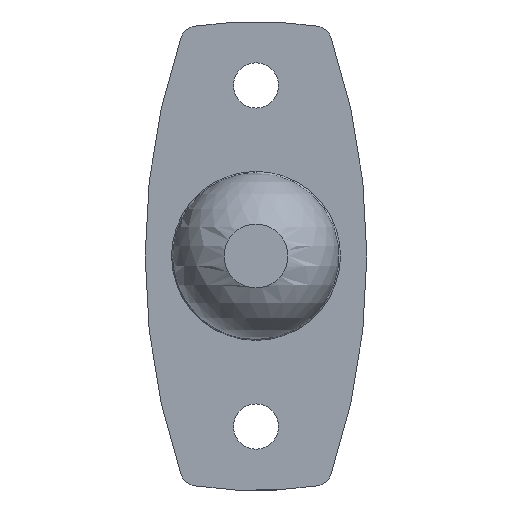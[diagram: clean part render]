
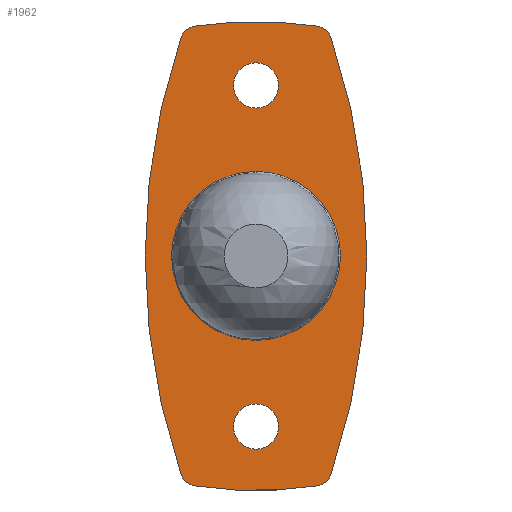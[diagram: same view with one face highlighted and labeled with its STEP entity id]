
A CAD part, front view. The second image highlights one B-rep face of the part: STEP entity #1962.
In plain terms, the highlighted planar face has unit normal (0, -1, 0).
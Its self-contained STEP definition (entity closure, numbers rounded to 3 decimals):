
#96 = CIRCLE ( 'NONE', #575, 47.5 ) ;
#97 = CIRCLE ( 'NONE', #574, 2. ) ;
#128 = CARTESIAN_POINT ( 'NONE',  ( 7.197, 22., 26.952 ) ) ;
#143 = DIRECTION ( 'NONE',  ( 0., 1., 0. ) ) ;
#148 = CARTESIAN_POINT ( 'NONE',  ( -6.894, 22., -24.975 ) ) ;
#177 = DIRECTION ( 'NONE',  ( 0., 0., 1. ) ) ;
#178 = DIRECTION ( 'NONE',  ( 0., 1., 0. ) ) ;
#183 = DIRECTION ( 'NONE',  ( 0., 0., -1. ) ) ;
#184 = CARTESIAN_POINT ( 'NONE',  ( -67., 22., 0. ) ) ;
#195 = DIRECTION ( 'NONE',  ( 0., -1., 0. ) ) ;
#242 = CARTESIAN_POINT ( 'NONE',  ( 0., 22., 20. ) ) ;
#243 = DIRECTION ( 'NONE',  ( 0., 0., 1. ) ) ;
#244 = DIRECTION ( 'NONE',  ( 0., 0., -1. ) ) ;
#245 = CARTESIAN_POINT ( 'NONE',  ( 0., 22., 20. ) ) ;
#246 = DIRECTION ( 'NONE',  ( 0., 1., 0. ) ) ;
#249 = DIRECTION ( 'NONE',  ( 0., -1., 0. ) ) ;
#273 = CARTESIAN_POINT ( 'NONE',  ( 0., 22., -20. ) ) ;
#274 = DIRECTION ( 'NONE',  ( 0., -1., 0. ) ) ;
#276 = DIRECTION ( 'NONE',  ( 0., 0., -1. ) ) ;
#277 = CARTESIAN_POINT ( 'NONE',  ( 6.894, 22., -24.975 ) ) ;
#278 = DIRECTION ( 'NONE',  ( 0., 0., 1. ) ) ;
#350 = VERTEX_POINT ( 'NONE', #2155 ) ;
#351 = VERTEX_POINT ( 'NONE', #2156 ) ;
#369 = VERTEX_POINT ( 'NONE', #2174 ) ;
#381 = VERTEX_POINT ( 'NONE', #2186 ) ;
#439 = VERTEX_POINT ( 'NONE', #895 ) ;
#464 = VERTEX_POINT ( 'NONE', #871 ) ;
#465 = VERTEX_POINT ( 'NONE', #971 ) ;
#467 = VERTEX_POINT ( 'NONE', #881 ) ;
#469 = VERTEX_POINT ( 'NONE', #858 ) ;
#474 = VERTEX_POINT ( 'NONE', #863 ) ;
#478 = VERTEX_POINT ( 'NONE', #868 ) ;
#558 = VERTEX_POINT ( 'NONE', #128 ) ;
#562 = AXIS2_PLACEMENT_3D ( 'NONE', #273, #274, #276 ) ;
#563 = AXIS2_PLACEMENT_3D ( 'NONE', #245, #246, #243 ) ;
#564 = AXIS2_PLACEMENT_3D ( 'NONE', #184, #143, #183 ) ;
#565 = AXIS2_PLACEMENT_3D ( 'NONE', #242, #195, #244 ) ;
#566 = AXIS2_PLACEMENT_3D ( 'NONE', #277, #249, #278 ) ;
#567 = AXIS2_PLACEMENT_3D ( 'NONE', #148, #178, #177 ) ;
#574 = AXIS2_PLACEMENT_3D ( 'NONE', #1786, #1787, #1788 ) ;
#575 = AXIS2_PLACEMENT_3D ( 'NONE', #1867, #1866, #1808 ) ;
#590 = AXIS2_PLACEMENT_3D ( 'NONE', #1094, #1095, #1096 ) ;
#600 = AXIS2_PLACEMENT_3D ( 'NONE', #1133, #1134, #1135 ) ;
#605 = AXIS2_PLACEMENT_3D ( 'NONE', #1150, #1151, #1152 ) ;
#606 = AXIS2_PLACEMENT_3D ( 'NONE', #1155, #1156, #1157 ) ;
#636 = AXIS2_PLACEMENT_3D ( 'NONE', #2052, #2049, #2054 ) ;
#683 = EDGE_CURVE ( 'NONE', #350, #350, #2223, .T. ) ;
#685 = EDGE_CURVE ( 'NONE', #351, #351, #2230, .T. ) ;
#686 = EDGE_CURVE ( 'NONE', #474, #478, #2238, .T. ) ;
#687 = EDGE_CURVE ( 'NONE', #465, #439, #2235, .T. ) ;
#688 = EDGE_CURVE ( 'NONE', #439, #478, #2234, .T. ) ;
#689 = EDGE_CURVE ( 'NONE', #465, #469, #2239, .T. ) ;
#797 = ORIENTED_EDGE ( 'NONE', *, *, #688, .T. ) ;
#808 = ORIENTED_EDGE ( 'NONE', *, *, #685, .T. ) ;
#810 = ORIENTED_EDGE ( 'NONE', *, *, #1278, .F. ) ;
#814 = ORIENTED_EDGE ( 'NONE', *, *, #1911, .F. ) ;
#817 = ORIENTED_EDGE ( 'NONE', *, *, #683, .F. ) ;
#820 = ORIENTED_EDGE ( 'NONE', *, *, #687, .T. ) ;
#821 = ORIENTED_EDGE ( 'NONE', *, *, #1932, .F. ) ;
#822 = ORIENTED_EDGE ( 'NONE', *, *, #689, .F. ) ;
#823 = ORIENTED_EDGE ( 'NONE', *, *, #1931, .F. ) ;
#824 = ORIENTED_EDGE ( 'NONE', *, *, #1279, .F. ) ;
#829 = ORIENTED_EDGE ( 'NONE', *, *, #1926, .T. ) ;
#836 = ORIENTED_EDGE ( 'NONE', *, *, #686, .F. ) ;
#858 = CARTESIAN_POINT ( 'NONE',  ( -8.788, 22., -25.615 ) ) ;
#863 = CARTESIAN_POINT ( 'NONE',  ( 8.788, 22., 25.615 ) ) ;
#868 = CARTESIAN_POINT ( 'NONE',  ( 8.788, 22., -25.615 ) ) ;
#871 = CARTESIAN_POINT ( 'NONE',  ( -7.197, 22., 26.952 ) ) ;
#881 = CARTESIAN_POINT ( 'NONE',  ( -8.788, 22., 25.615 ) ) ;
#895 = CARTESIAN_POINT ( 'NONE',  ( 7.197, 22., -26.952 ) ) ;
#971 = CARTESIAN_POINT ( 'NONE',  ( -7.197, 22., -26.952 ) ) ;
#1094 = CARTESIAN_POINT ( 'NONE',  ( 0., 22., -7. ) ) ;
#1095 = DIRECTION ( 'NONE',  ( 0., -1., 0. ) ) ;
#1096 = DIRECTION ( 'NONE',  ( 0., 0., -1. ) ) ;
#1133 = CARTESIAN_POINT ( 'NONE',  ( -6.894, 22., 24.975 ) ) ;
#1134 = DIRECTION ( 'NONE',  ( 0., -1., 0. ) ) ;
#1135 = DIRECTION ( 'NONE',  ( 0., 0., -1. ) ) ;
#1150 = CARTESIAN_POINT ( 'NONE',  ( 67., 22., 0. ) ) ;
#1151 = DIRECTION ( 'NONE',  ( 0., 1., 0. ) ) ;
#1152 = DIRECTION ( 'NONE',  ( 0., 0., 1. ) ) ;
#1155 = CARTESIAN_POINT ( 'NONE',  ( 0., 22., 7. ) ) ;
#1156 = DIRECTION ( 'NONE',  ( 0., -1., 0. ) ) ;
#1157 = DIRECTION ( 'NONE',  ( 0., 0., -1. ) ) ;
#1278 = EDGE_CURVE ( 'NONE', #558, #474, #97, .T. ) ;
#1279 = EDGE_CURVE ( 'NONE', #464, #558, #96, .T. ) ;
#1367 = EDGE_LOOP ( 'NONE', ( #814 ) ) ;
#1370 = EDGE_LOOP ( 'NONE', ( #824, #829, #823, #822, #820, #797, #836, #810 ) ) ;
#1372 = EDGE_LOOP ( 'NONE', ( #821 ) ) ;
#1389 = EDGE_LOOP ( 'NONE', ( #808 ) ) ;
#1410 = EDGE_LOOP ( 'NONE', ( #817 ) ) ;
#1449 = CIRCLE ( 'NONE', #605, 80. ) ;
#1454 = CIRCLE ( 'NONE', #600, 2. ) ;
#1458 = CIRCLE ( 'NONE', #590, 2.25 ) ;
#1472 = CIRCLE ( 'NONE', #606, 2.25 ) ;
#1665 = FACE_BOUND ( 'NONE', #1372, .T. ) ;
#1684 = FACE_BOUND ( 'NONE', #1367, .T. ) ;
#1685 = FACE_OUTER_BOUND ( 'NONE', #1370, .T. ) ;
#1696 = FACE_BOUND ( 'NONE', #1410, .T. ) ;
#1705 = FACE_BOUND ( 'NONE', #1389, .T. ) ;
#1786 = CARTESIAN_POINT ( 'NONE',  ( 6.894, 22., 24.975 ) ) ;
#1787 = DIRECTION ( 'NONE',  ( 0., 1., 0. ) ) ;
#1788 = DIRECTION ( 'NONE',  ( 0., 0., -1. ) ) ;
#1808 = DIRECTION ( 'NONE',  ( 0., 0., 1. ) ) ;
#1866 = DIRECTION ( 'NONE',  ( 0., 1., 0. ) ) ;
#1867 = CARTESIAN_POINT ( 'NONE',  ( 0., 22., -20. ) ) ;
#1911 = EDGE_CURVE ( 'NONE', #369, #369, #1458, .T. ) ;
#1926 = EDGE_CURVE ( 'NONE', #464, #467, #1454, .T. ) ;
#1931 = EDGE_CURVE ( 'NONE', #469, #467, #1449, .T. ) ;
#1932 = EDGE_CURVE ( 'NONE', #381, #381, #1472, .T. ) ;
#1962 = ADVANCED_FACE ( 'NONE', ( #1665, #1685, #1684, #1705, #1696 ), #2050, .T. ) ;
#2049 = DIRECTION ( 'NONE',  ( 0., -1., 0. ) ) ;
#2050 = PLANE ( 'NONE',  #636 ) ;
#2052 = CARTESIAN_POINT ( 'NONE',  ( 6.894, 22., 24.975 ) ) ;
#2054 = DIRECTION ( 'NONE',  ( 0., 0., -1. ) ) ;
#2155 = CARTESIAN_POINT ( 'NONE',  ( 0., 22., -22.65 ) ) ;
#2156 = CARTESIAN_POINT ( 'NONE',  ( 0., 22., 22.65 ) ) ;
#2174 = CARTESIAN_POINT ( 'NONE',  ( 0., 22., -9.25 ) ) ;
#2186 = CARTESIAN_POINT ( 'NONE',  ( 0., 22., 4.75 ) ) ;
#2223 = CIRCLE ( 'NONE', #562, 2.65 ) ;
#2230 = CIRCLE ( 'NONE', #563, 2.65 ) ;
#2234 = CIRCLE ( 'NONE', #566, 2. ) ;
#2235 = CIRCLE ( 'NONE', #565, 47.5 ) ;
#2238 = CIRCLE ( 'NONE', #564, 80. ) ;
#2239 = CIRCLE ( 'NONE', #567, 2. ) ;
